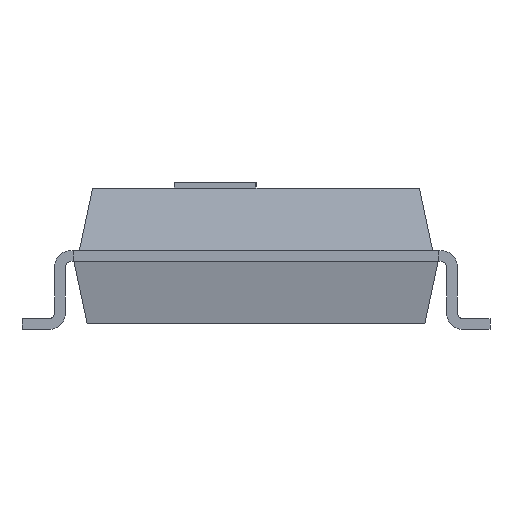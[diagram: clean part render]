
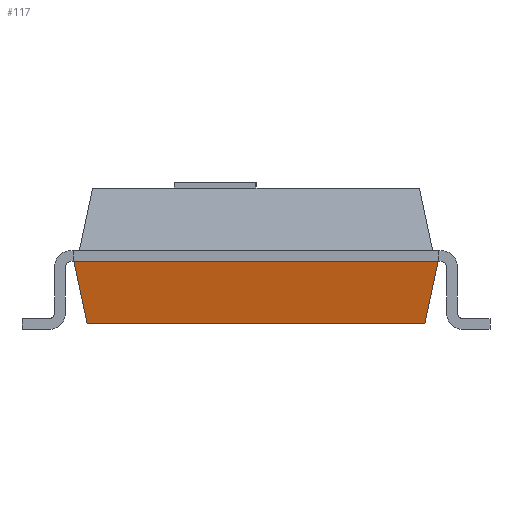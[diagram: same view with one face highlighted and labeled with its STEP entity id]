
A CAD part, left-side view. The second image highlights one B-rep face of the part: STEP entity #117.
In plain terms, the highlighted free-form (B-spline) face has degree [1, 1] with [2, 2] control points.
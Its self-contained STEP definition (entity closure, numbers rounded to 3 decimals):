
#24=VERTEX_POINT('',#25);
#25=CARTESIAN_POINT('',(-8.156,3.106,0.1));
#29=ORIENTED_EDGE('',*,*,#30,.T.);
#30=EDGE_CURVE('',#24,#31,#33,.T.);
#31=VERTEX_POINT('',#32);
#32=CARTESIAN_POINT('',(-8.156,-3.106,0.1));
#33=LINE('',#25,#34);
#34=VECTOR('',#35,1.);
#35=DIRECTION('',(0.,-1.,0.));
#56=EDGE_CURVE('',#24,#57,#59,.T.);
#57=VERTEX_POINT('',#58);
#58=CARTESIAN_POINT('',(-8.4,3.35,1.25));
#59=B_SPLINE_CURVE_WITH_KNOTS('',1,(#25,#58),.UNSPECIFIED.,.F.,.F.,(2,2),(0.,1.),.PIECEWISE_BEZIER_KNOTS.);
#117=ADVANCED_FACE('',(#118),#129,.T.);
#118=FACE_BOUND('',#119,.T.);
#119=EDGE_LOOP('',(#29,#120,#125,#128));
#120=ORIENTED_EDGE('',*,*,#121,.T.);
#121=EDGE_CURVE('',#31,#122,#124,.T.);
#122=VERTEX_POINT('',#123);
#123=CARTESIAN_POINT('',(-8.4,-3.35,1.25));
#124=B_SPLINE_CURVE_WITH_KNOTS('',1,(#32,#123),.UNSPECIFIED.,.F.,.F.,(2,2),(0.,1.),.PIECEWISE_BEZIER_KNOTS.);
#125=ORIENTED_EDGE('',*,*,#126,.F.);
#126=EDGE_CURVE('',#57,#122,#127,.T.);
#127=LINE('',#58,#34);
#128=ORIENTED_EDGE('',*,*,#56,.F.);
#129=B_SPLINE_SURFACE_WITH_KNOTS('',1,1,((#25,#58),(#32,#123)),.UNSPECIFIED.,.F.,.F.,.F.,(2,2),(2,2),(0.,6.7),(0.,1.),.PIECEWISE_BEZIER_KNOTS.);
